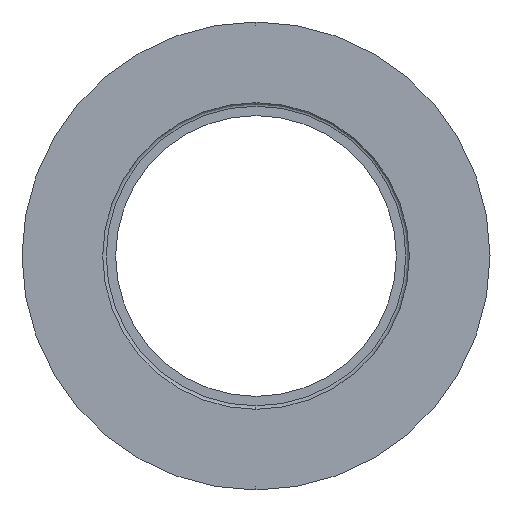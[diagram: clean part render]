
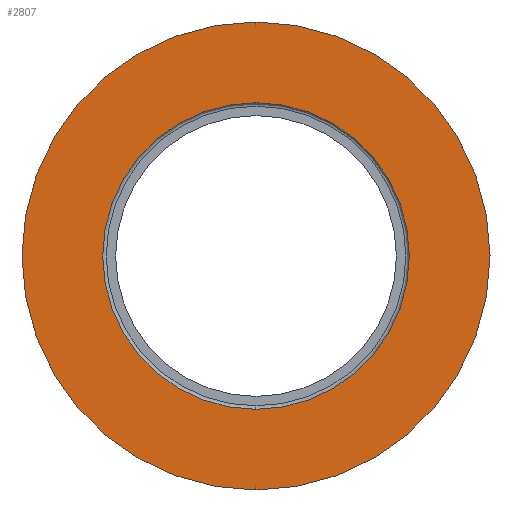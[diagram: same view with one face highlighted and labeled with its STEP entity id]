
A CAD part, left-side view. The second image highlights one B-rep face of the part: STEP entity #2807.
In plain terms, the highlighted planar face has unit normal (-1, 0, 0).
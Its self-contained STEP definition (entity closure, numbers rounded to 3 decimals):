
#78 = CIRCLE ( 'NONE', #2481, 20. ) ;
#105 = CARTESIAN_POINT ( 'NONE',  ( -15., 13.1, 0. ) ) ;
#189 = FACE_OUTER_BOUND ( 'NONE', #2758, .T. ) ;
#360 = DIRECTION ( 'NONE',  ( 0., 0., -1. ) ) ;
#381 = EDGE_CURVE ( 'NONE', #1145, #469, #576, .T. ) ;
#389 = VERTEX_POINT ( 'NONE', #2966 ) ;
#405 = AXIS2_PLACEMENT_3D ( 'NONE', #709, #2824, #1697 ) ;
#469 = VERTEX_POINT ( 'NONE', #2347 ) ;
#528 = CARTESIAN_POINT ( 'NONE',  ( -15., 0., -13.1 ) ) ;
#574 = DIRECTION ( 'NONE',  ( -1., 0., 0. ) ) ;
#576 = CIRCLE ( 'NONE', #405, 20. ) ;
#590 = PLANE ( 'NONE',  #1670 ) ;
#596 = AXIS2_PLACEMENT_3D ( 'NONE', #2643, #1233, #2884 ) ;
#709 = CARTESIAN_POINT ( 'NONE',  ( -15., 0., 0. ) ) ;
#1145 = VERTEX_POINT ( 'NONE', #3025 ) ;
#1153 = EDGE_CURVE ( 'NONE', #469, #1145, #78, .T. ) ;
#1233 = DIRECTION ( 'NONE',  ( -1., 0., 0. ) ) ;
#1387 = DIRECTION ( 'NONE',  ( -1., 0., 0. ) ) ;
#1670 = AXIS2_PLACEMENT_3D ( 'NONE', #105, #1775, #360 ) ;
#1697 = DIRECTION ( 'NONE',  ( 0., 0., 1. ) ) ;
#1760 = VERTEX_POINT ( 'NONE', #528 ) ;
#1764 = ORIENTED_EDGE ( 'NONE', *, *, #1982, .F. ) ;
#1775 = DIRECTION ( 'NONE',  ( 1., 0., 0. ) ) ;
#1785 = EDGE_CURVE ( 'NONE', #1760, #389, #2669, .T. ) ;
#1982 = EDGE_CURVE ( 'NONE', #389, #1760, #2186, .T. ) ;
#1989 = CARTESIAN_POINT ( 'NONE',  ( -15., 0., 0. ) ) ;
#2054 = ORIENTED_EDGE ( 'NONE', *, *, #381, .T. ) ;
#2065 = EDGE_LOOP ( 'NONE', ( #1764, #2243 ) ) ;
#2081 = FACE_BOUND ( 'NONE', #2065, .T. ) ;
#2186 = CIRCLE ( 'NONE', #596, 13.1 ) ;
#2221 = DIRECTION ( 'NONE',  ( 0., 0., 1. ) ) ;
#2243 = ORIENTED_EDGE ( 'NONE', *, *, #1785, .F. ) ;
#2347 = CARTESIAN_POINT ( 'NONE',  ( -15., 0., 20. ) ) ;
#2481 = AXIS2_PLACEMENT_3D ( 'NONE', #2802, #1387, #3045 ) ;
#2628 = ORIENTED_EDGE ( 'NONE', *, *, #1153, .T. ) ;
#2643 = CARTESIAN_POINT ( 'NONE',  ( -15., 0., 0. ) ) ;
#2669 = CIRCLE ( 'NONE', #2769, 13.1 ) ;
#2758 = EDGE_LOOP ( 'NONE', ( #2628, #2054 ) ) ;
#2769 = AXIS2_PLACEMENT_3D ( 'NONE', #1989, #574, #2221 ) ;
#2802 = CARTESIAN_POINT ( 'NONE',  ( -15., 0., 0. ) ) ;
#2807 = ADVANCED_FACE ( 'NONE', ( #2081, #189 ), #590, .F. ) ;
#2824 = DIRECTION ( 'NONE',  ( -1., 0., 0. ) ) ;
#2884 = DIRECTION ( 'NONE',  ( 0., 0., 1. ) ) ;
#2966 = CARTESIAN_POINT ( 'NONE',  ( -15., 0., 13.1 ) ) ;
#3025 = CARTESIAN_POINT ( 'NONE',  ( -15., 0., -20. ) ) ;
#3045 = DIRECTION ( 'NONE',  ( 0., 0., 1. ) ) ;
